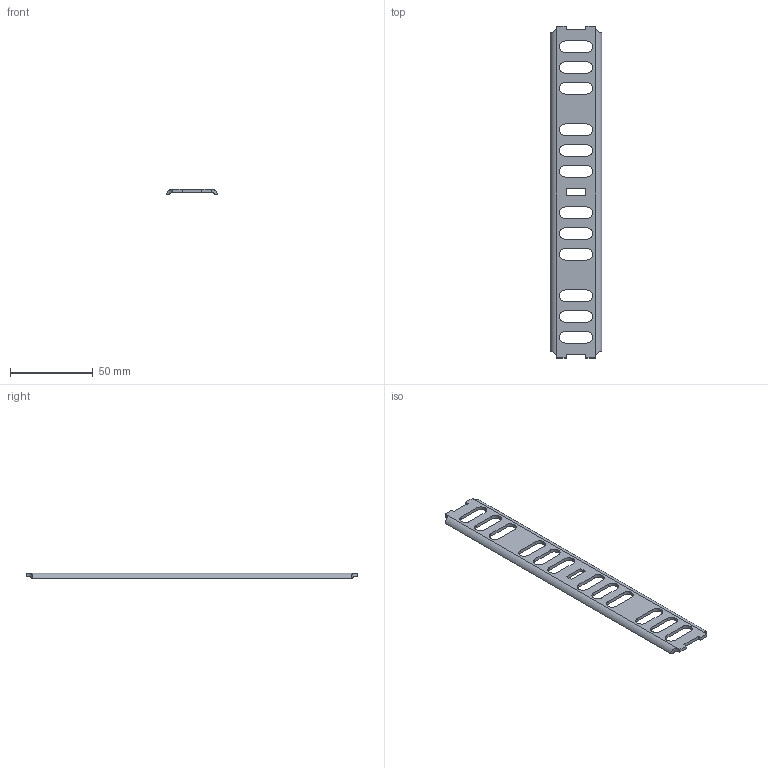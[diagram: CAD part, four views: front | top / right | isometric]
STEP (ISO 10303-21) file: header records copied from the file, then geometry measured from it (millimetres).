
FILE_DESCRIPTION((''),'2;1');
FILE_NAME('6067107','2012-08-10T',('AndreasKeweloh'),(''),'PRO/ENGINEER BY PARAMETRIC TECHNOLOGY CORPORATION, 2012130','PRO/ENGINEER BY PARAMETRIC TECHNOLOGY CORPORATION, 2012130','');
FILE_SCHEMA(('CONFIG_CONTROL_DESIGN'));
Length unit declared in the file: millimetre
Products named in the file (1): 6067107
Bounding box: 31 x 200 x 3.5 mm (x, y, z)
Volume: 9062.9 mm3; surface area: 11208.4 mm2
Topology: 1 solids, 1 shells, 74 faces, 216 edges, 144 vertices
Faces by surface type: plane 42, cylinder 32
Entity records: 2586 total; most frequent: CARTESIAN_POINT 498, ORIENTED_EDGE 432, DIRECTION 408, EDGE_CURVE 216, VECTOR 148, LINE 148, VERTEX_POINT 144, AXIS2_PLACEMENT_3D 130
